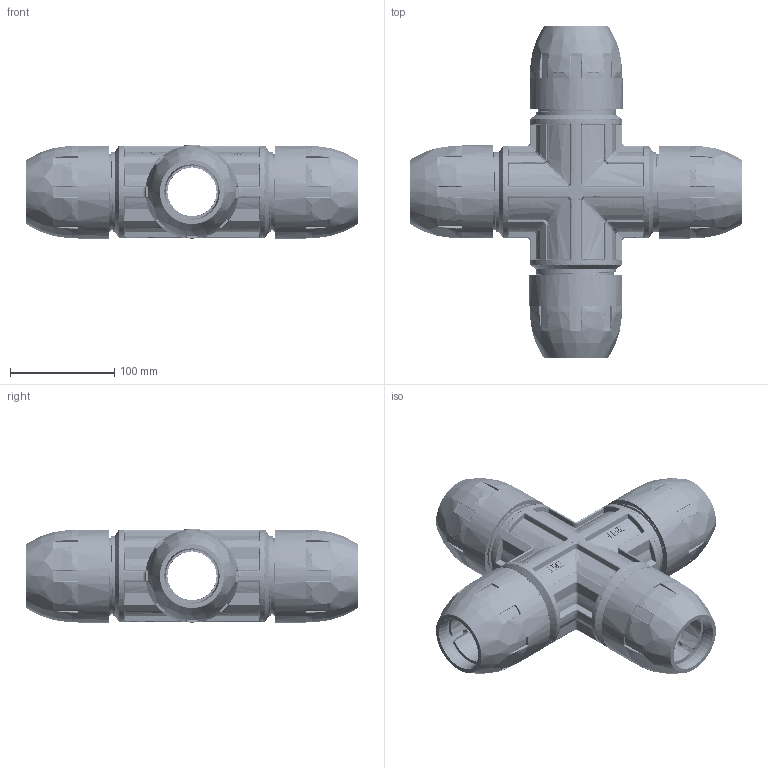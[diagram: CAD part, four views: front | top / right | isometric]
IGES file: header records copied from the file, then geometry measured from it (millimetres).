
Start section: SolidWorks IGES file using analytic representation for surfaces
Global section: file name: F5051.IGS; native system: SolidWorks 2018; preprocessor: SolidWorks 2018; author: andyr; date: 190730.160535; units: millimetre
Bounding box: 317.68 x 317.68 x 89.11 mm (x, y, z)
Surface area: 514255.1 mm2 (no closed solid volume)
Topology: 0 solids, 0 shells, 3365 faces, 45198 edges, 45185 vertices
Faces by surface type: bspline 1937, revolution 1428
